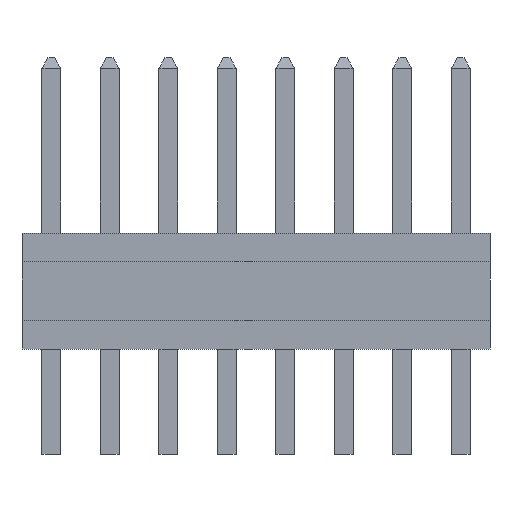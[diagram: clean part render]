
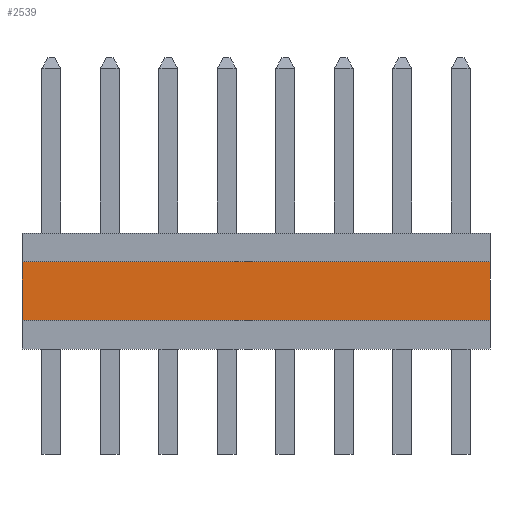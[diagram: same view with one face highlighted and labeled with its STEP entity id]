
A CAD part, front view. The second image highlights one B-rep face of the part: STEP entity #2539.
In plain terms, the highlighted face is planar.
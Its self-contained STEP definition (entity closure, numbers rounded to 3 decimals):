
#152 = VERTEX_POINT('',#153);
#153 = CARTESIAN_POINT('',(-5.08,0.622,1.461));
#159 = EDGE_CURVE('',#160,#152,#162,.T.);
#160 = VERTEX_POINT('',#161);
#161 = CARTESIAN_POINT('',(-5.08,1.892,1.461));
#162 = LINE('',#163,#164);
#163 = CARTESIAN_POINT('',(-5.08,1.892,1.461));
#164 = VECTOR('',#165,1.);
#165 = DIRECTION('',(0.,-1.,0.));
#285 = VERTEX_POINT('',#286);
#286 = CARTESIAN_POINT('',(5.08,1.892,1.461));
#292 = EDGE_CURVE('',#285,#293,#295,.T.);
#293 = VERTEX_POINT('',#294);
#294 = CARTESIAN_POINT('',(5.08,0.622,1.461));
#295 = LINE('',#296,#297);
#296 = CARTESIAN_POINT('',(5.08,1.892,1.461));
#297 = VECTOR('',#298,1.);
#298 = DIRECTION('',(0.,-1.,0.));
#2539 = ADVANCED_FACE('',(#2540),#2556,.F.);
#2540 = FACE_BOUND('',#2541,.T.);
#2541 = EDGE_LOOP('',(#2542,#2543,#2549,#2550));
#2542 = ORIENTED_EDGE('',*,*,#159,.T.);
#2543 = ORIENTED_EDGE('',*,*,#2544,.F.);
#2544 = EDGE_CURVE('',#293,#152,#2545,.T.);
#2545 = LINE('',#2546,#2547);
#2546 = CARTESIAN_POINT('',(5.08,0.622,1.461));
#2547 = VECTOR('',#2548,1.);
#2548 = DIRECTION('',(-1.,0.,0.));
#2549 = ORIENTED_EDGE('',*,*,#292,.F.);
#2550 = ORIENTED_EDGE('',*,*,#2551,.T.);
#2551 = EDGE_CURVE('',#285,#160,#2552,.T.);
#2552 = LINE('',#2553,#2554);
#2553 = CARTESIAN_POINT('',(5.08,1.892,1.461));
#2554 = VECTOR('',#2555,1.);
#2555 = DIRECTION('',(-1.,0.,0.));
#2556 = PLANE('',#2557);
#2557 = AXIS2_PLACEMENT_3D('',#2558,#2559,#2560);
#2558 = CARTESIAN_POINT('',(5.08,1.892,1.461));
#2559 = DIRECTION('',(0.,0.,-1.));
#2560 = DIRECTION('',(-1.,0.,0.));
